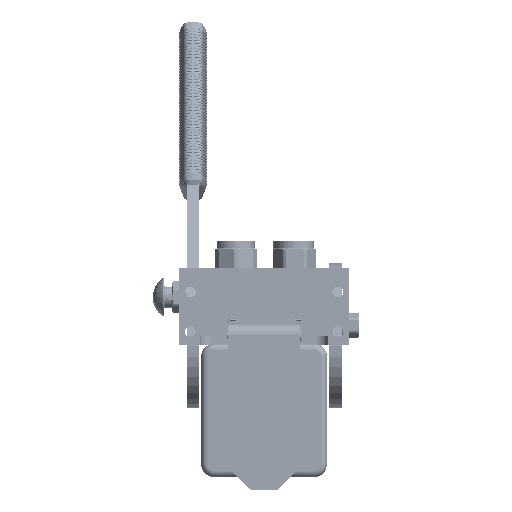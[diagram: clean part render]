
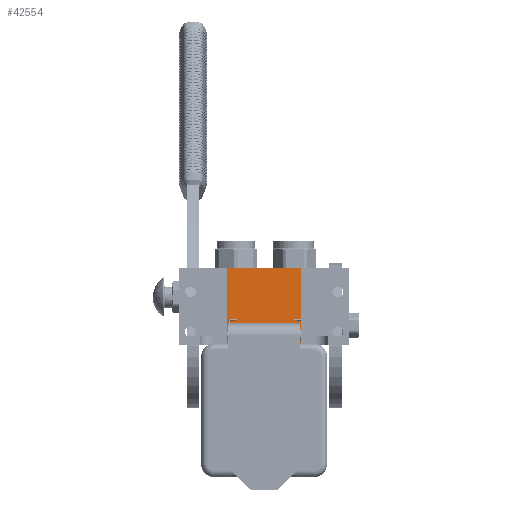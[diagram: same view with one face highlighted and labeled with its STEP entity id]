
A CAD part, left-side view. The second image highlights one B-rep face of the part: STEP entity #42554.
In plain terms, the highlighted face is planar.
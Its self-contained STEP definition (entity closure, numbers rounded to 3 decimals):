
#1612 = LINE ( 'NONE', #21165, #126361 ) ;
#5091 = EDGE_CURVE ( 'NONE', #52893, #103746, #39701, .T. ) ;
#9312 = VERTEX_POINT ( 'NONE', #30650 ) ;
#10054 = VECTOR ( 'NONE', #48130, 1000. ) ;
#21165 = CARTESIAN_POINT ( 'NONE',  ( 29., 0., -107.5 ) ) ;
#21718 = EDGE_CURVE ( 'NONE', #131129, #103746, #89857, .T. ) ;
#21828 = CARTESIAN_POINT ( 'NONE',  ( 29., 0., -107.5 ) ) ;
#30650 = CARTESIAN_POINT ( 'NONE',  ( 29., 0., -107.5 ) ) ;
#37447 = EDGE_CURVE ( 'NONE', #9312, #52893, #63413, .T. ) ;
#39445 = PLANE ( 'NONE',  #145696 ) ;
#39701 = LINE ( 'NONE', #46404, #10054 ) ;
#42554 = ADVANCED_FACE ( 'NONE', ( #85442 ), #39445, .T. ) ;
#46404 = CARTESIAN_POINT ( 'NONE',  ( -29., 0., -107.5 ) ) ;
#48130 = DIRECTION ( 'NONE',  ( 0., 1., 0. ) ) ;
#49454 = CARTESIAN_POINT ( 'NONE',  ( 29., 60.2, -107.5 ) ) ;
#52893 = VERTEX_POINT ( 'NONE', #68002 ) ;
#63413 = LINE ( 'NONE', #21828, #166951 ) ;
#68002 = CARTESIAN_POINT ( 'NONE',  ( -29., 0., -107.5 ) ) ;
#79258 = ORIENTED_EDGE ( 'NONE', *, *, #5091, .T. ) ;
#85442 = FACE_OUTER_BOUND ( 'NONE', #138814, .T. ) ;
#85648 = VECTOR ( 'NONE', #117459, 1000. ) ;
#89857 = LINE ( 'NONE', #49454, #85648 ) ;
#103746 = VERTEX_POINT ( 'NONE', #114114 ) ;
#105722 = DIRECTION ( 'NONE',  ( -1., 0., 0. ) ) ;
#114114 = CARTESIAN_POINT ( 'NONE',  ( -29., 60.2, -107.5 ) ) ;
#115224 = DIRECTION ( 'NONE',  ( 0., 1., 0. ) ) ;
#117459 = DIRECTION ( 'NONE',  ( -1., 0., 0. ) ) ;
#126361 = VECTOR ( 'NONE', #115224, 1000. ) ;
#131129 = VERTEX_POINT ( 'NONE', #160418 ) ;
#131512 = ORIENTED_EDGE ( 'NONE', *, *, #37447, .T. ) ;
#134040 = CARTESIAN_POINT ( 'NONE',  ( 29., 0., -107.5 ) ) ;
#134356 = ORIENTED_EDGE ( 'NONE', *, *, #21718, .F. ) ;
#138402 = ORIENTED_EDGE ( 'NONE', *, *, #168344, .F. ) ;
#138814 = EDGE_LOOP ( 'NONE', ( #79258, #134356, #138402, #131512 ) ) ;
#145696 = AXIS2_PLACEMENT_3D ( 'NONE', #134040, #161721, #105722 ) ;
#160418 = CARTESIAN_POINT ( 'NONE',  ( 29., 60.2, -107.5 ) ) ;
#161721 = DIRECTION ( 'NONE',  ( 0., 0., -1. ) ) ;
#166951 = VECTOR ( 'NONE', #172437, 1000. ) ;
#168344 = EDGE_CURVE ( 'NONE', #9312, #131129, #1612, .T. ) ;
#172437 = DIRECTION ( 'NONE',  ( -1., 0., 0. ) ) ;
